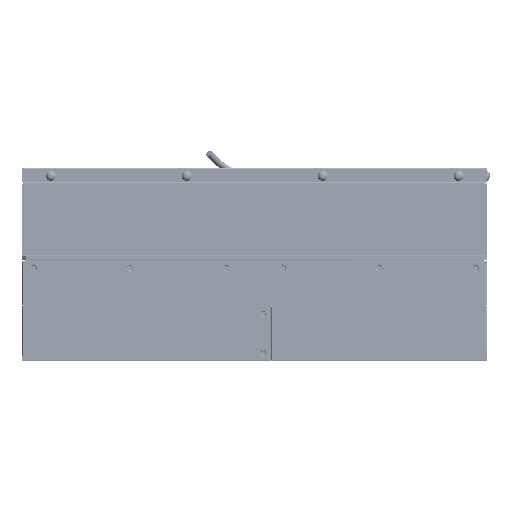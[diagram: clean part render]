
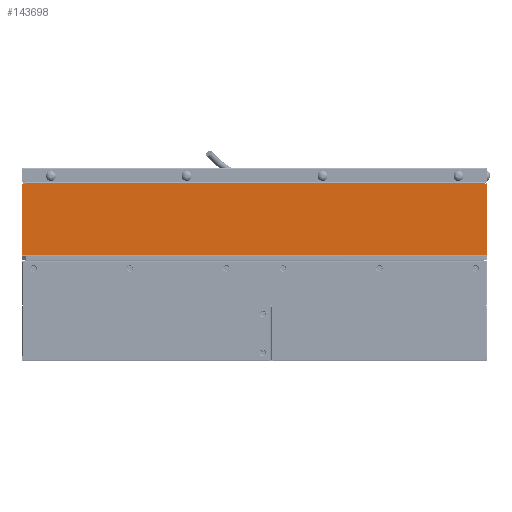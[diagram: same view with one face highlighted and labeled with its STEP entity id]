
A CAD part, left-side view. The second image highlights one B-rep face of the part: STEP entity #143698.
In plain terms, the highlighted planar face has unit normal (-1, 0, 0).
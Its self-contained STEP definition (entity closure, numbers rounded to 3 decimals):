
#2072 = LINE ( 'NONE', #148302, #186238 ) ;
#3770 = VERTEX_POINT ( 'NONE', #200914 ) ;
#4696 = EDGE_CURVE ( 'NONE', #7924, #3770, #65829, .T. ) ;
#7924 = VERTEX_POINT ( 'NONE', #200777 ) ;
#10776 = DIRECTION ( 'NONE',  ( -1., 0., 0. ) ) ;
#12627 = VERTEX_POINT ( 'NONE', #78375 ) ;
#14667 = EDGE_CURVE ( 'NONE', #12627, #83656, #21275, .T. ) ;
#21275 = LINE ( 'NONE', #71261, #183380 ) ;
#23499 = ORIENTED_EDGE ( 'NONE', *, *, #82583, .T. ) ;
#24017 = VECTOR ( 'NONE', #191632, 39.37 ) ;
#26781 = ORIENTED_EDGE ( 'NONE', *, *, #56621, .F. ) ;
#27061 = LINE ( 'NONE', #48219, #147483 ) ;
#32202 = LINE ( 'NONE', #171942, #147668 ) ;
#32413 = DIRECTION ( 'NONE',  ( 0., 1., 0. ) ) ;
#35363 = ORIENTED_EDGE ( 'NONE', *, *, #81936, .F. ) ;
#35860 = EDGE_CURVE ( 'NONE', #172216, #160861, #2072, .T. ) ;
#42833 = LINE ( 'NONE', #136675, #163239 ) ;
#46341 = DIRECTION ( 'NONE',  ( 0., -1., 0. ) ) ;
#48219 = CARTESIAN_POINT ( 'NONE',  ( 8.772, -5.65, 4.659 ) ) ;
#51785 = CARTESIAN_POINT ( 'NONE',  ( 8.772, 4.562, 4.609 ) ) ;
#56621 = EDGE_CURVE ( 'NONE', #83656, #172216, #163732, .T. ) ;
#57698 = DIRECTION ( 'NONE',  ( 0., 0., 1. ) ) ;
#62052 = CARTESIAN_POINT ( 'NONE',  ( 8.772, 4.61, 1.487 ) ) ;
#65829 = LINE ( 'NONE', #202668, #24017 ) ;
#71261 = CARTESIAN_POINT ( 'NONE',  ( 8.772, -15.91, 3.048 ) ) ;
#73277 = PLANE ( 'NONE',  #169113 ) ;
#77131 = VECTOR ( 'NONE', #98520, 39.37 ) ;
#78375 = CARTESIAN_POINT ( 'NONE',  ( 8.772, -15.91, 4.609 ) ) ;
#78909 = CARTESIAN_POINT ( 'NONE',  ( 8.772, 4.514, 4.609 ) ) ;
#80257 = VECTOR ( 'NONE', #193307, 39.37 ) ;
#81936 = EDGE_CURVE ( 'NONE', #3770, #12627, #32202, .T. ) ;
#82583 = EDGE_CURVE ( 'NONE', #7924, #161156, #27061, .T. ) ;
#83656 = VERTEX_POINT ( 'NONE', #169575 ) ;
#84323 = CARTESIAN_POINT ( 'NONE',  ( 8.772, 4.61, 4.609 ) ) ;
#89008 = FACE_OUTER_BOUND ( 'NONE', #107940, .T. ) ;
#96016 = ORIENTED_EDGE ( 'NONE', *, *, #4696, .F. ) ;
#98520 = DIRECTION ( 'NONE',  ( 0., -1., 0. ) ) ;
#100875 = ORIENTED_EDGE ( 'NONE', *, *, #193388, .F. ) ;
#107940 = EDGE_LOOP ( 'NONE', ( #100875, #193588, #26781, #145614, #35363, #96016, #23499, #191224 ) ) ;
#117946 = DIRECTION ( 'NONE',  ( 0., 0., -1. ) ) ;
#120646 = DIRECTION ( 'NONE',  ( 0., 0., 1. ) ) ;
#123573 = CARTESIAN_POINT ( 'NONE',  ( 8.772, 4.514, 4.659 ) ) ;
#127062 = VERTEX_POINT ( 'NONE', #78909 ) ;
#136675 = CARTESIAN_POINT ( 'NONE',  ( 8.772, 4.514, 4.921 ) ) ;
#143698 = ADVANCED_FACE ( 'NONE', ( #89008 ), #73277, .T. ) ;
#145614 = ORIENTED_EDGE ( 'NONE', *, *, #14667, .F. ) ;
#147483 = VECTOR ( 'NONE', #32413, 39.37 ) ;
#147668 = VECTOR ( 'NONE', #46341, 39.37 ) ;
#148302 = CARTESIAN_POINT ( 'NONE',  ( 8.772, 4.61, 3.048 ) ) ;
#148957 = DIRECTION ( 'NONE',  ( 0., 0., 1. ) ) ;
#151545 = CARTESIAN_POINT ( 'NONE',  ( 8.772, -15.91, 1.487 ) ) ;
#160502 = EDGE_CURVE ( 'NONE', #127062, #161156, #42833, .T. ) ;
#160861 = VERTEX_POINT ( 'NONE', #84323 ) ;
#161156 = VERTEX_POINT ( 'NONE', #123573 ) ;
#161784 = CARTESIAN_POINT ( 'NONE',  ( 8.772, -5.65, 1.487 ) ) ;
#163239 = VECTOR ( 'NONE', #57698, 39.37 ) ;
#163732 = LINE ( 'NONE', #161784, #80257 ) ;
#169113 = AXIS2_PLACEMENT_3D ( 'NONE', #151545, #10776, #120646 ) ;
#169575 = CARTESIAN_POINT ( 'NONE',  ( 8.772, -15.91, 1.487 ) ) ;
#171942 = CARTESIAN_POINT ( 'NONE',  ( 8.772, -15.862, 4.609 ) ) ;
#172216 = VERTEX_POINT ( 'NONE', #62052 ) ;
#183380 = VECTOR ( 'NONE', #117946, 39.37 ) ;
#186238 = VECTOR ( 'NONE', #148957, 39.37 ) ;
#191224 = ORIENTED_EDGE ( 'NONE', *, *, #160502, .F. ) ;
#191632 = DIRECTION ( 'NONE',  ( 0., 0., -1. ) ) ;
#193307 = DIRECTION ( 'NONE',  ( 0., 1., 0. ) ) ;
#193388 = EDGE_CURVE ( 'NONE', #160861, #127062, #202334, .T. ) ;
#193588 = ORIENTED_EDGE ( 'NONE', *, *, #35860, .F. ) ;
#200777 = CARTESIAN_POINT ( 'NONE',  ( 8.772, -15.814, 4.659 ) ) ;
#200914 = CARTESIAN_POINT ( 'NONE',  ( 8.772, -15.814, 4.609 ) ) ;
#202334 = LINE ( 'NONE', #51785, #77131 ) ;
#202668 = CARTESIAN_POINT ( 'NONE',  ( 8.772, -15.814, 4.921 ) ) ;
